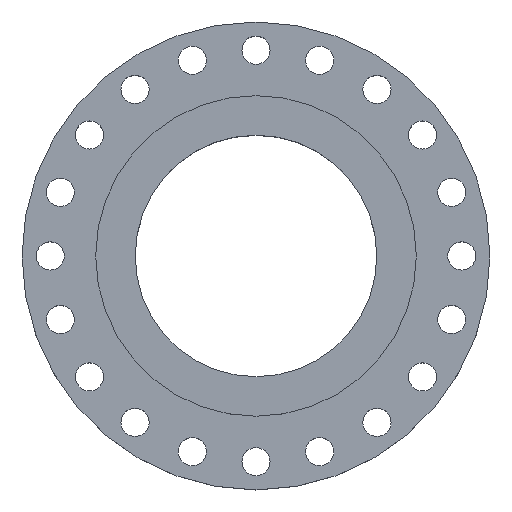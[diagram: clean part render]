
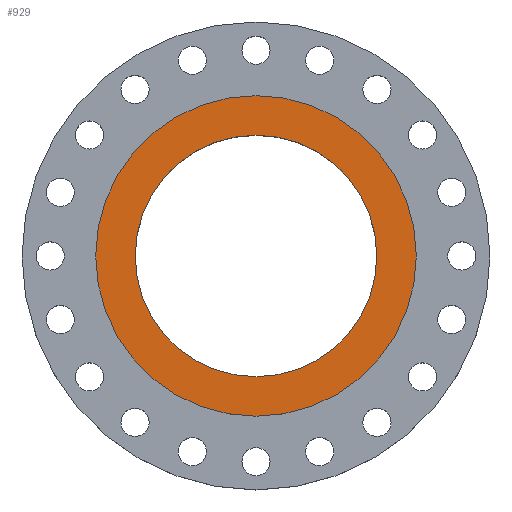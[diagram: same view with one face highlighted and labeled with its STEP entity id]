
A CAD part, top view. The second image highlights one B-rep face of the part: STEP entity #929.
In plain terms, the highlighted planar face has unit normal (0, 0, 1).
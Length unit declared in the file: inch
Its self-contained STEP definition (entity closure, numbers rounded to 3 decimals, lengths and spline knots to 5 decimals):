
#4 = ORIENTED_EDGE ( 'NONE', *, *, #1717, .T. ) ;
#7 = DIRECTION ( 'NONE',  ( 0., 0., -1. ) ) ;
#22 = VERTEX_POINT ( 'NONE', #1377 ) ;
#97 = ORIENTED_EDGE ( 'NONE', *, *, #1573, .F. ) ;
#121 = DIRECTION ( 'NONE',  ( 0., 0., 1. ) ) ;
#132 = CARTESIAN_POINT ( 'NONE',  ( 0., 0., 0. ) ) ;
#195 = FACE_OUTER_BOUND ( 'NONE', #1973, .T. ) ;
#355 = DIRECTION ( 'NONE',  ( 0., 0., 1. ) ) ;
#385 = ORIENTED_EDGE ( 'NONE', *, *, #801, .F. ) ;
#443 = AXIS2_PLACEMENT_3D ( 'NONE', #1341, #542, #1624 ) ;
#533 = CARTESIAN_POINT ( 'NONE',  ( 0., 0., 0. ) ) ;
#542 = DIRECTION ( 'NONE',  ( 0., 0., 1. ) ) ;
#554 = AXIS2_PLACEMENT_3D ( 'NONE', #533, #355, #859 ) ;
#706 = AXIS2_PLACEMENT_3D ( 'NONE', #794, #1877, #1888 ) ;
#794 = CARTESIAN_POINT ( 'NONE',  ( 0., 0., 0. ) ) ;
#801 = EDGE_CURVE ( 'NONE', #1061, #938, #1915, .T. ) ;
#811 = EDGE_CURVE ( 'NONE', #1716, #22, #1625, .T. ) ;
#848 = CIRCLE ( 'NONE', #443, 9.25 ) ;
#854 = DIRECTION ( 'NONE',  ( -1., 0., 0. ) ) ;
#859 = DIRECTION ( 'NONE',  ( 1., 0., 0. ) ) ;
#929 = ADVANCED_FACE ( 'NONE', ( #1023, #195 ), #1476, .F. ) ;
#938 = VERTEX_POINT ( 'NONE', #1668 ) ;
#956 = DIRECTION ( 'NONE',  ( 1., 0., 0. ) ) ;
#987 = CARTESIAN_POINT ( 'NONE',  ( 9.25, 0., 0. ) ) ;
#1011 = AXIS2_PLACEMENT_3D ( 'NONE', #132, #121, #956 ) ;
#1023 = FACE_BOUND ( 'NONE', #1961, .T. ) ;
#1061 = VERTEX_POINT ( 'NONE', #1827 ) ;
#1296 = AXIS2_PLACEMENT_3D ( 'NONE', #1346, #7, #854 ) ;
#1341 = CARTESIAN_POINT ( 'NONE',  ( 0., 0., 0. ) ) ;
#1346 = CARTESIAN_POINT ( 'NONE',  ( 0., 6.96875, 0. ) ) ;
#1377 = CARTESIAN_POINT ( 'NONE',  ( -9.25, 0., 0. ) ) ;
#1476 = PLANE ( 'NONE',  #1296 ) ;
#1482 = ORIENTED_EDGE ( 'NONE', *, *, #811, .T. ) ;
#1573 = EDGE_CURVE ( 'NONE', #938, #1061, #1696, .T. ) ;
#1624 = DIRECTION ( 'NONE',  ( 1., 0., 0. ) ) ;
#1625 = CIRCLE ( 'NONE', #706, 9.25 ) ;
#1668 = CARTESIAN_POINT ( 'NONE',  ( -6.96875, 0., 0. ) ) ;
#1696 = CIRCLE ( 'NONE', #554, 6.96875 ) ;
#1716 = VERTEX_POINT ( 'NONE', #987 ) ;
#1717 = EDGE_CURVE ( 'NONE', #22, #1716, #848, .T. ) ;
#1827 = CARTESIAN_POINT ( 'NONE',  ( 6.96875, 0., 0. ) ) ;
#1877 = DIRECTION ( 'NONE',  ( 0., 0., 1. ) ) ;
#1888 = DIRECTION ( 'NONE',  ( 1., 0., 0. ) ) ;
#1915 = CIRCLE ( 'NONE', #1011, 6.96875 ) ;
#1961 = EDGE_LOOP ( 'NONE', ( #385, #97 ) ) ;
#1973 = EDGE_LOOP ( 'NONE', ( #1482, #4 ) ) ;
